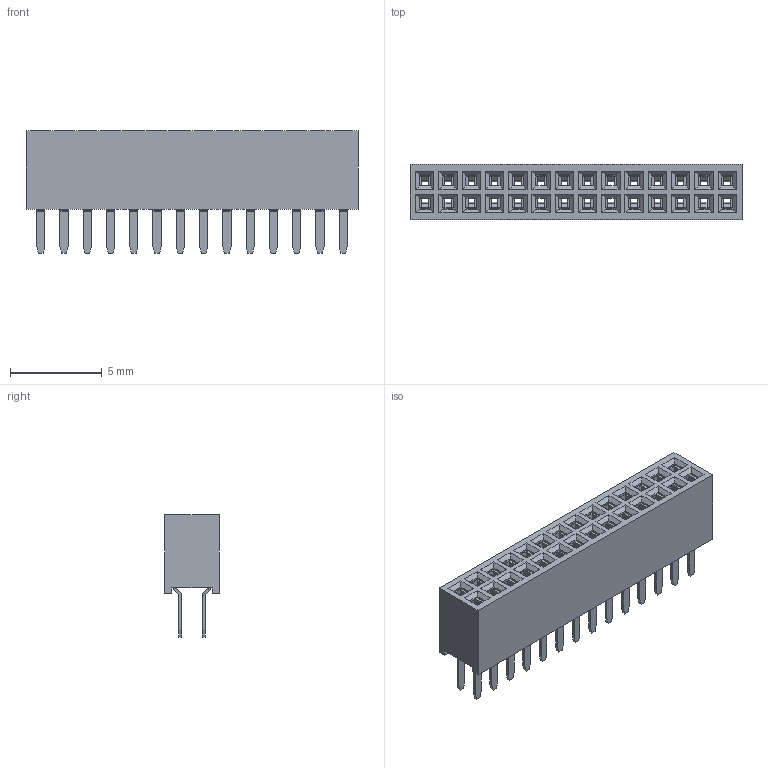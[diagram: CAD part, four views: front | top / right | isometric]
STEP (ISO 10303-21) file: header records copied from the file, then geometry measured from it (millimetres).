
FILE_DESCRIPTION (( 'STEP AP214' ), '1' );
FILE_NAME ('FFH12702-D28S1014K6K-REF.STEP', '2026-03-31T07:18:24', ( '' ), ( '' ), 'SwSTEP 2.0', 'SolidWorks 2021', '' );
FILE_SCHEMA (( 'AUTOMOTIVE_DESIGN' ));
Length unit declared in the file: millimetre
Products named in the file (1): FFH12702-D28S1014K6K-REF
Bounding box: 18.13 x 3 x 6.7 mm (x, y, z)
Volume: 165.4 mm3; surface area: 1041.9 mm2
Topology: 1 solids, 1 shells, 2100 faces, 5418 edges, 3208 vertices
Faces by surface type: plane 1652, cylinder 448
Entity records: 62220 total; most frequent: ORIENTED_EDGE 10836, CARTESIAN_POINT 10811, DIRECTION 10488, EDGE_CURVE 5418, LINE 4494, VECTOR 4494, VERTEX_POINT 3208, AXIS2_PLACEMENT_3D 2997
